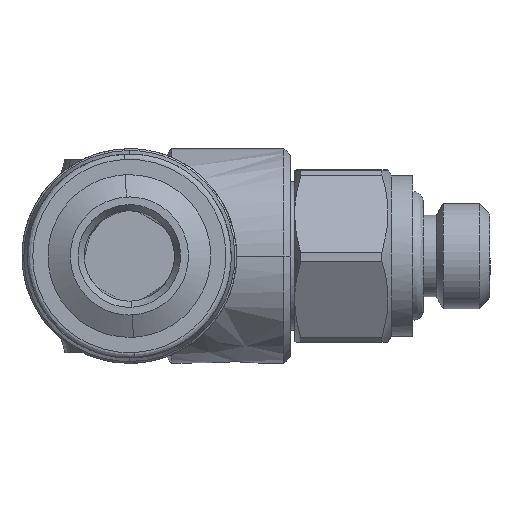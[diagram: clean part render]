
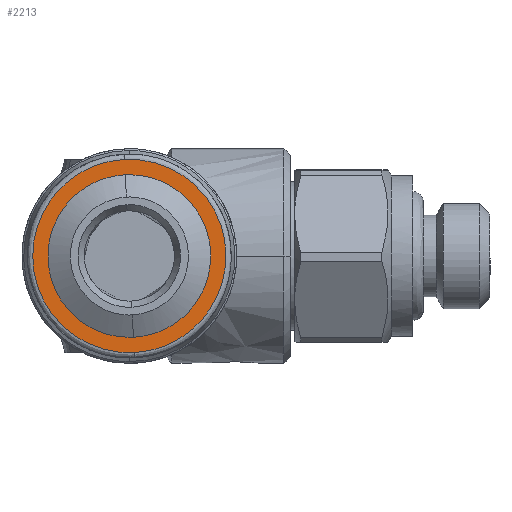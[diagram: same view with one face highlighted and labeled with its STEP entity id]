
A CAD part, left-side view. The second image highlights one B-rep face of the part: STEP entity #2213.
In plain terms, the highlighted free-form (B-spline) face has degree [1, 1] with [2, 2] control points.
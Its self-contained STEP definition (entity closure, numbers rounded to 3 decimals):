
#17 = CARTESIAN_POINT ( 'NONE',  ( -15.8, 2.074, 3.21 ) ) ;
#45 = CARTESIAN_POINT ( 'NONE',  ( -15.8, 3.637, -1.175 ) ) ;
#80 = CARTESIAN_POINT ( 'NONE',  ( -15.8, 3.81, 0.306 ) ) ;
#821 = CARTESIAN_POINT ( 'NONE',  ( -15.8, 0.191, 3.784 ) ) ;
#847 = EDGE_CURVE ( 'NONE', #4518, #5256, #7903, .T. ) ;
#1333 = CARTESIAN_POINT ( 'NONE',  ( -15.8, 0.688, 3.759 ) ) ;
#1392 = CARTESIAN_POINT ( 'NONE',  ( -15.8, 1.74, -3.402 ) ) ;
#1462 = CARTESIAN_POINT ( 'NONE',  ( -15.8, -0.803, 3.736 ) ) ;
#1486 = CARTESIAN_POINT ( 'NONE',  ( -15.8, -3.736, -0.803 ) ) ;
#1640 = EDGE_CURVE ( 'NONE', #2555, #4770, #6600, .T. ) ;
#1701 = CARTESIAN_POINT ( 'NONE',  ( -15.8, -0.227, -4.494 ) ) ;
#1989 = CARTESIAN_POINT ( 'NONE',  ( -15.8, 2.91, -2.477 ) ) ;
#2110 = CARTESIAN_POINT ( 'NONE',  ( -15.8, -4.319, 4.778 ) ) ;
#2123 = CARTESIAN_POINT ( 'NONE',  ( -15.8, -2.91, 2.477 ) ) ;
#2213 = ADVANCED_FACE ( 'NONE', ( #5964, #6174 ), #8391, .T. ) ;
#2396 =( BOUNDED_CURVE ( )  B_SPLINE_CURVE ( 3, ( #7441, #6829, #8197, #3595 ),
 .UNSPECIFIED., .F., .T. ) 
 B_SPLINE_CURVE_WITH_KNOTS ( ( 4, 4 ),
 ( 0., 3.142 ),
 .UNSPECIFIED. ) 
 CURVE ( )  GEOMETRIC_REPRESENTATION_ITEM ( )  RATIONAL_B_SPLINE_CURVE ( ( 0.957, 0.319, 0.319, 0.957 ) ) 
 REPRESENTATION_ITEM ( '' )  );
#2427 = CARTESIAN_POINT ( 'NONE',  ( -15.8, 8.762, -4.948 ) ) ;
#2484 = CARTESIAN_POINT ( 'NONE',  ( -15.8, 0.306, -3.81 ) ) ;
#2555 = VERTEX_POINT ( 'NONE', #4206 ) ;
#2611 = EDGE_LOOP ( 'NONE', ( #3901, #7398 ) ) ;
#2662 = CARTESIAN_POINT ( 'NONE',  ( -15.8, 3.21, -2.074 ) ) ;
#2719 = CARTESIAN_POINT ( 'NONE',  ( -15.8, 0.803, -3.736 ) ) ;
#2798 = CARTESIAN_POINT ( 'NONE',  ( -15.8, -3.21, 2.074 ) ) ;
#3058 = CARTESIAN_POINT ( 'NONE',  ( -15.8, 0.227, 4.494 ) ) ;
#3262 = CARTESIAN_POINT ( 'NONE',  ( -15.8, 0.191, 3.784 ) ) ;
#3277 = EDGE_LOOP ( 'NONE', ( #6584, #5335 ) ) ;
#3291 = CARTESIAN_POINT ( 'NONE',  ( -15.8, -0.227, -4.494 ) ) ;
#3374 = CARTESIAN_POINT ( 'NONE',  ( -15.8, -4.778, -4.319 ) ) ;
#3406 = CARTESIAN_POINT ( 'NONE',  ( -15.8, 3.736, 0.803 ) ) ;
#3469 = CARTESIAN_POINT ( 'NONE',  ( -15.8, -3.637, 1.175 ) ) ;
#3595 = CARTESIAN_POINT ( 'NONE',  ( -15.8, -0.227, -4.494 ) ) ;
#3901 = ORIENTED_EDGE ( 'NONE', *, *, #847, .F. ) ;
#3952 = CARTESIAN_POINT ( 'NONE',  ( -15.8, 0.191, 3.784 ) ) ;
#4016 = CARTESIAN_POINT ( 'NONE',  ( -15.8, 2.477, 2.91 ) ) ;
#4187 = CARTESIAN_POINT ( 'NONE',  ( -15.8, 4.319, -4.778 ) ) ;
#4206 = CARTESIAN_POINT ( 'NONE',  ( -15.8, -0.191, -3.784 ) ) ;
#4518 = VERTEX_POINT ( 'NONE', #3291 ) ;
#4544 = CARTESIAN_POINT ( 'NONE',  ( -15.8, -1.175, -3.637 ) ) ;
#4567 = CARTESIAN_POINT ( 'NONE',  ( -15.8, 2.172, -3.145 ) ) ;
#4768 = CARTESIAN_POINT ( 'NONE',  ( -15.8, -2.172, 3.145 ) ) ;
#4770 = VERTEX_POINT ( 'NONE', #3262 ) ;
#4791 = CARTESIAN_POINT ( 'NONE',  ( -15.8, -0.306, 3.81 ) ) ;
#4824 = CARTESIAN_POINT ( 'NONE',  ( -15.8, -1.74, 3.402 ) ) ;
#5256 = VERTEX_POINT ( 'NONE', #8094 ) ;
#5310 = CARTESIAN_POINT ( 'NONE',  ( -15.8, 3.402, 1.74 ) ) ;
#5335 = ORIENTED_EDGE ( 'NONE', *, *, #7831, .T. ) ;
#5373 = CARTESIAN_POINT ( 'NONE',  ( -15.8, 1.175, 3.637 ) ) ;
#5475 = CARTESIAN_POINT ( 'NONE',  ( -15.8, -3.81, -0.306 ) ) ;
#5500 = CARTESIAN_POINT ( 'NONE',  ( -15.8, -3.402, -1.74 ) ) ;
#5513 = CARTESIAN_POINT ( 'NONE',  ( -15.8, 4.778, 4.319 ) ) ;
#5615 = EDGE_CURVE ( 'NONE', #5256, #4518, #2396, .T. ) ;
#5953 = CARTESIAN_POINT ( 'NONE',  ( -15.8, -2.074, -3.21 ) ) ;
#5964 = FACE_BOUND ( 'NONE', #3277, .T. ) ;
#6147 = CARTESIAN_POINT ( 'NONE',  ( -15.8, -3.145, -2.172 ) ) ;
#6174 = FACE_OUTER_BOUND ( 'NONE', #2611, .T. ) ;
#6347 = CARTESIAN_POINT ( 'NONE',  ( -15.8, 9.215, 4.04 ) ) ;
#6584 = ORIENTED_EDGE ( 'NONE', *, *, #1640, .T. ) ;
#6600 = B_SPLINE_CURVE_WITH_KNOTS ( 'NONE', 3,
 ( #7729, #2484, #2719, #1392, #4567, #1989, #2662, #45, #8521, #80, #3406, #5310, #7307, #4016, #17, #5373, #1333, #3952 ),
 .UNSPECIFIED., .F., .F.,
 ( 4, 2, 2, 2, 2, 2, 2, 2, 4 ),
 ( 0., 0.393, 0.785, 1.178, 1.571, 1.963, 2.356, 2.749, 3.142 ),
 .UNSPECIFIED. ) ;
#6622 = CARTESIAN_POINT ( 'NONE',  ( -15.8, -0.688, -3.759 ) ) ;
#6829 = CARTESIAN_POINT ( 'NONE',  ( -15.8, -8.762, 4.948 ) ) ;
#7286 = B_SPLINE_CURVE_WITH_KNOTS ( 'NONE', 3,
 ( #821, #4791, #1462, #4824, #4768, #2123, #2798, #3469, #8074, #5475, #1486, #5500, #6147, #7430, #5953, #4544, #6622, #7981 ),
 .UNSPECIFIED., .F., .F.,
 ( 4, 2, 2, 2, 2, 2, 2, 2, 4 ),
 ( 0., 0.393, 0.785, 1.178, 1.571, 1.963, 2.356, 2.749, 3.142 ),
 .UNSPECIFIED. ) ;
#7307 = CARTESIAN_POINT ( 'NONE',  ( -15.8, 3.145, 2.172 ) ) ;
#7398 = ORIENTED_EDGE ( 'NONE', *, *, #5615, .F. ) ;
#7430 = CARTESIAN_POINT ( 'NONE',  ( -15.8, -2.477, -2.91 ) ) ;
#7441 = CARTESIAN_POINT ( 'NONE',  ( -15.8, 0.227, 4.494 ) ) ;
#7729 = CARTESIAN_POINT ( 'NONE',  ( -15.8, -0.191, -3.784 ) ) ;
#7831 = EDGE_CURVE ( 'NONE', #4770, #2555, #7286, .T. ) ;
#7903 =( BOUNDED_CURVE ( )  B_SPLINE_CURVE ( 3, ( #1701, #2427, #6347, #3058 ),
 .UNSPECIFIED., .F., .F. ) 
 B_SPLINE_CURVE_WITH_KNOTS ( ( 4, 4 ),
 ( 0., 3.142 ),
 .UNSPECIFIED. ) 
 CURVE ( )  GEOMETRIC_REPRESENTATION_ITEM ( )  RATIONAL_B_SPLINE_CURVE ( ( 0.957, 0.319, 0.319, 0.957 ) ) 
 REPRESENTATION_ITEM ( '' )  );
#7981 = CARTESIAN_POINT ( 'NONE',  ( -15.8, -0.191, -3.784 ) ) ;
#8074 = CARTESIAN_POINT ( 'NONE',  ( -15.8, -3.759, 0.688 ) ) ;
#8094 = CARTESIAN_POINT ( 'NONE',  ( -15.8, 0.227, 4.494 ) ) ;
#8197 = CARTESIAN_POINT ( 'NONE',  ( -15.8, -9.215, -4.04 ) ) ;
#8391 = B_SPLINE_SURFACE_WITH_KNOTS ( 'NONE', 1, 1, ( 
 ( #3374, #4187 ),
 ( #2110, #5513 ) ),
 .UNSPECIFIED., .F., .F., .F.,
 ( 2, 2 ),
 ( 2, 2 ),
 ( 0., 1. ),
 ( 0., 1. ),
 .UNSPECIFIED. ) ;
#8521 = CARTESIAN_POINT ( 'NONE',  ( -15.8, 3.759, -0.688 ) ) ;
